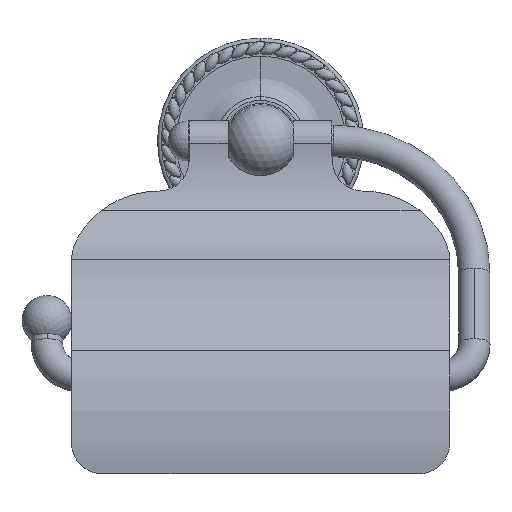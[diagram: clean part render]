
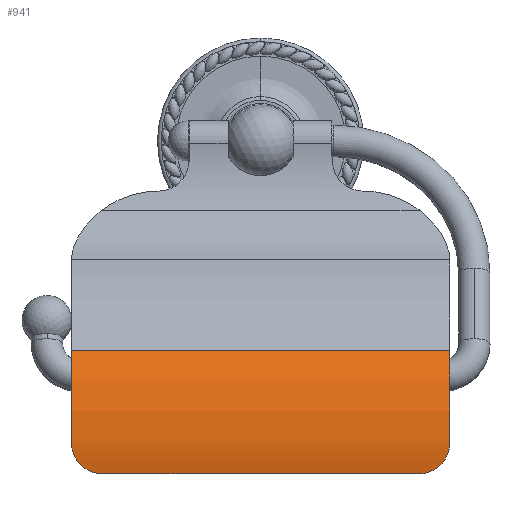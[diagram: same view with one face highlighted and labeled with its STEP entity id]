
A CAD part, top view. The second image highlights one B-rep face of the part: STEP entity #941.
In plain terms, the highlighted cylindrical face has radius 64.77 mm (diameter 129.54 mm), a partial arc.
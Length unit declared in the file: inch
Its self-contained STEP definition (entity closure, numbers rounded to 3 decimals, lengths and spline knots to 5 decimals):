
#6=CARTESIAN_POINT('',(2.37485,-4.14214,1.47767));
#7=DIRECTION('',(-1.,0.,0.));
#8=DIRECTION('',(0.,-0.026,1.));
#9=AXIS2_PLACEMENT_3D('',#6,#7,#8);
#159=DIRECTION('',(1.,0.,0.));
#160=VECTOR('',#159,4.75);
#161=CARTESIAN_POINT('',(-2.37515,-3.04971,3.78182));
#162=LINE('',#161,#160);
#163=CARTESIAN_POINT('',(2.37485,-4.20726,4.02684));
#164=CARTESIAN_POINT('',(2.37485,-4.23298,4.02618));
#165=CARTESIAN_POINT('',(2.36986,-4.28376,4.02412));
#166=CARTESIAN_POINT('',(2.3475,-4.35991,4.01872));
#167=CARTESIAN_POINT('',(2.30928,-4.43002,4.01164));
#168=CARTESIAN_POINT('',(2.27731,-4.46864,4.00675));
#169=CARTESIAN_POINT('',(2.25945,-4.48636,4.00433));
#171=CARTESIAN_POINT('',(2.25945,-4.48636,4.00433));
#172=CARTESIAN_POINT('',(2.24158,-4.50408,4.00192));
#173=CARTESIAN_POINT('',(2.2027,-4.53571,3.99724));
#174=CARTESIAN_POINT('',(2.1328,-4.57329,3.99102));
#175=CARTESIAN_POINT('',(2.05668,-4.59544,3.98707));
#176=CARTESIAN_POINT('',(2.00632,-4.60035,3.98617));
#177=CARTESIAN_POINT('',(1.98085,-4.60035,3.98617));
#187=DIRECTION('',(1.,0.,0.));
#188=VECTOR('',#187,3.962);
#189=CARTESIAN_POINT('',(-1.98115,-4.60035,3.98617));
#190=LINE('',#189,#188);
#191=CARTESIAN_POINT('',(-2.25975,-4.48636,4.00433));
#192=CARTESIAN_POINT('',(-2.24207,-4.50389,4.00194));
#193=CARTESIAN_POINT('',(-2.20288,-4.53607,3.99718));
#194=CARTESIAN_POINT('',(-2.13288,-4.5733,3.99102));
#195=CARTESIAN_POINT('',(-2.05702,-4.59566,3.98703));
#196=CARTESIAN_POINT('',(-2.00622,-4.60035,3.98617));
#197=CARTESIAN_POINT('',(-1.98115,-4.60035,3.98617));
#223=CARTESIAN_POINT('',(-2.37515,-4.20726,4.02684));
#224=CARTESIAN_POINT('',(-2.37515,-4.23259,4.02619));
#225=CARTESIAN_POINT('',(-2.37038,-4.28377,4.02412));
#226=CARTESIAN_POINT('',(-2.34782,-4.35966,4.01874));
#227=CARTESIAN_POINT('',(-2.30996,-4.42988,4.01166));
#228=CARTESIAN_POINT('',(-2.27743,-4.46882,4.00672));
#229=CARTESIAN_POINT('',(-2.25975,-4.48636,4.00433));
#265=CARTESIAN_POINT('',(-2.37515,-4.14214,1.47767));
#266=DIRECTION('',(1.,0.,0.));
#267=DIRECTION('',(0.,0.428,0.904));
#268=AXIS2_PLACEMENT_3D('',#265,#266,#267);
#572=CARTESIAN_POINT('',(2.37485,-4.20726,4.02684));
#574=VERTEX_POINT('',#572);
#575=CARTESIAN_POINT('',(2.37485,-3.04971,3.78182));
#576=VERTEX_POINT('',#575);
#587=CARTESIAN_POINT('',(2.25945,-4.48636,4.00433));
#589=VERTEX_POINT('',#587);
#612=CARTESIAN_POINT('',(-2.37515,-3.04971,3.78182));
#613=VERTEX_POINT('',#612);
#616=VERTEX_POINT('',#177);
#617=VERTEX_POINT('',#191);
#618=VERTEX_POINT('',#197);
#619=VERTEX_POINT('',#223);
#922=CARTESIAN_POINT('',(2.46985,-4.14214,1.47767));
#923=DIRECTION('',(-1.,0.,0.));
#924=DIRECTION('',(0.,0.428,0.904));
#925=AXIS2_PLACEMENT_3D('',#922,#923,#924);
#926=CYLINDRICAL_SURFACE('',#925,2.55);
#927=ORIENTED_EDGE('',*,*,#913,.T.);
#928=ORIENTED_EDGE('',*,*,#687,.F.);
#929=ORIENTED_EDGE('',*,*,#711,.T.);
#930=ORIENTED_EDGE('',*,*,#729,.T.);
#932=ORIENTED_EDGE('',*,*,#931,.F.);
#934=ORIENTED_EDGE('',*,*,#933,.F.);
#936=ORIENTED_EDGE('',*,*,#935,.F.);
#938=ORIENTED_EDGE('',*,*,#937,.F.);
#939=EDGE_LOOP('',(#927,#928,#929,#930,#932,#934,#936,#938));
#940=FACE_OUTER_BOUND('',#939,.F.);
#941=ADVANCED_FACE('',(#940),#926,.T.);
#10=CIRCLE('',#9,2.55);
#170=B_SPLINE_CURVE_WITH_KNOTS('',3,(#163,#164,#165,#166,#167,#168,#169),
.UNSPECIFIED.,.F.,.F.,(4,1,1,1,4),(0.,0.25,0.5,0.75,1.),
.UNSPECIFIED.);
#178=B_SPLINE_CURVE_WITH_KNOTS('',3,(#171,#172,#173,#174,#175,#176,#177),
.UNSPECIFIED.,.F.,.F.,(4,1,1,1,4),(0.,0.25,0.5,0.75,1.),
.UNSPECIFIED.);
#198=B_SPLINE_CURVE_WITH_KNOTS('',3,(#191,#192,#193,#194,#195,#196,#197),
.UNSPECIFIED.,.F.,.F.,(4,1,1,1,4),(0.,0.25,0.5,0.75,1.),
.UNSPECIFIED.);
#230=B_SPLINE_CURVE_WITH_KNOTS('',3,(#223,#224,#225,#226,#227,#228,#229),
.UNSPECIFIED.,.F.,.F.,(4,1,1,1,4),(0.,0.25,0.5,0.75,1.),
.UNSPECIFIED.);
#269=CIRCLE('',#268,2.55);
#687=EDGE_CURVE('',#574,#576,#10,.T.);
#711=EDGE_CURVE('',#574,#589,#170,.T.);
#729=EDGE_CURVE('',#589,#616,#178,.T.);
#913=EDGE_CURVE('',#613,#576,#162,.T.);
#931=EDGE_CURVE('',#618,#616,#190,.T.);
#933=EDGE_CURVE('',#617,#618,#198,.T.);
#935=EDGE_CURVE('',#619,#617,#230,.T.);
#937=EDGE_CURVE('',#613,#619,#269,.T.);
